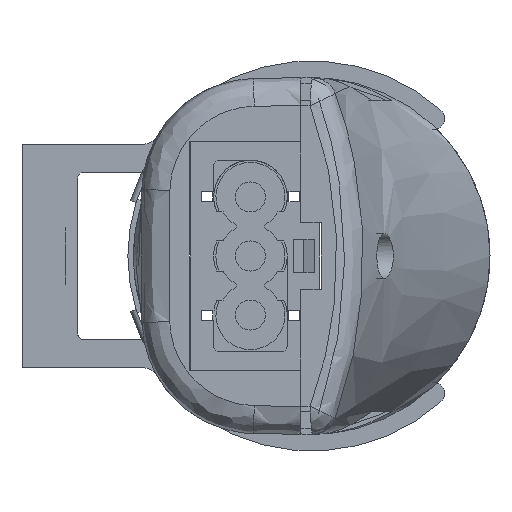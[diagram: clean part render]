
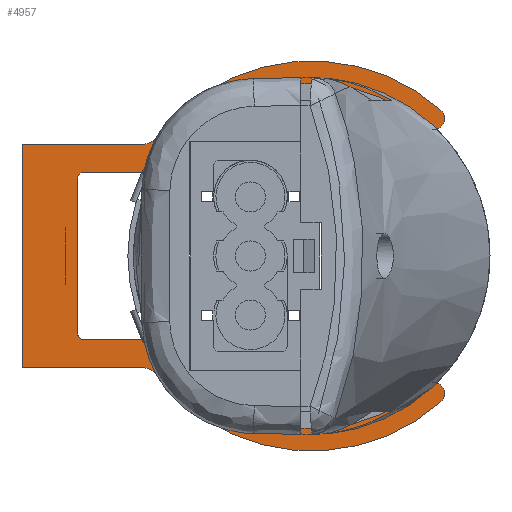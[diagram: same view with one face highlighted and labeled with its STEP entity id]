
A CAD part, left-side view. The second image highlights one B-rep face of the part: STEP entity #4957.
In plain terms, the highlighted planar face has unit normal (-1, 0, 0).
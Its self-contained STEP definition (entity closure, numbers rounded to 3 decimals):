
#519=CIRCLE('',#5318,2.);
#520=CIRCLE('',#5321,2.);
#533=CIRCLE('',#5340,17.5);
#534=CIRCLE('',#5342,17.5);
#535=CIRCLE('',#5344,1.);
#536=CIRCLE('',#5346,1.);
#537=CIRCLE('',#5348,0.5);
#538=CIRCLE('',#5349,0.5);
#539=CIRCLE('',#5350,0.5);
#540=CIRCLE('',#5351,0.5);
#541=CIRCLE('',#5352,15.5);
#542=CIRCLE('',#5353,15.5);
#760=FACE_OUTER_BOUND('',#945,.T.);
#945=EDGE_LOOP('',(#4499,#4500,#4501,#4502,#4503,#4504,#4505,#4506,#4507,
#4508,#4509,#4510,#4511,#4512,#4513,#4514,#4515,#4516));
#1330=LINE('',#10690,#1762);
#1333=LINE('',#10702,#1765);
#1341=LINE('',#10719,#1773);
#1346=LINE('',#10729,#1778);
#1348=LINE('',#10734,#1780);
#1357=LINE('',#10782,#1789);
#1762=VECTOR('',#6369,10.63);
#1765=VECTOR('',#6380,10.63);
#1773=VECTOR('',#6392,14.);
#1778=VECTOR('',#6399,6.644);
#1780=VECTOR('',#6403,6.644);
#1789=VECTOR('',#6462,20.);
#2468=VERTEX_POINT('',#10680);
#2469=VERTEX_POINT('',#10682);
#2471=VERTEX_POINT('',#10688);
#2472=VERTEX_POINT('',#10692);
#2473=VERTEX_POINT('',#10693);
#2476=VERTEX_POINT('',#10701);
#2482=VERTEX_POINT('',#10716);
#2483=VERTEX_POINT('',#10718);
#2485=VERTEX_POINT('',#10723);
#2487=VERTEX_POINT('',#10727);
#2488=VERTEX_POINT('',#10731);
#2489=VERTEX_POINT('',#10733);
#2498=VERTEX_POINT('',#10759);
#2499=VERTEX_POINT('',#10763);
#2500=VERTEX_POINT('',#10767);
#2501=VERTEX_POINT('',#10771);
#2502=VERTEX_POINT('',#10775);
#2503=VERTEX_POINT('',#10779);
#3344=EDGE_CURVE('',#2468,#2469,#519,.T.);
#3348=EDGE_CURVE('',#2471,#2468,#1330,.T.);
#3349=EDGE_CURVE('',#2472,#2473,#520,.T.);
#3353=EDGE_CURVE('',#2476,#2473,#1333,.T.);
#3362=EDGE_CURVE('',#2483,#2482,#1341,.T.);
#3367=EDGE_CURVE('',#2485,#2487,#1346,.T.);
#3369=EDGE_CURVE('',#2489,#2488,#1348,.T.);
#3385=EDGE_CURVE('',#2472,#2498,#533,.T.);
#3386=EDGE_CURVE('',#2499,#2469,#534,.T.);
#3388=EDGE_CURVE('',#2499,#2500,#535,.T.);
#3390=EDGE_CURVE('',#2501,#2498,#536,.T.);
#3392=EDGE_CURVE('',#2489,#2502,#537,.T.);
#3393=EDGE_CURVE('',#2483,#2488,#538,.T.);
#3394=EDGE_CURVE('',#2485,#2482,#539,.T.);
#3395=EDGE_CURVE('',#2503,#2487,#540,.T.);
#3396=EDGE_CURVE('',#2503,#2500,#541,.T.);
#3397=EDGE_CURVE('',#2476,#2471,#1357,.T.);
#3398=EDGE_CURVE('',#2501,#2502,#542,.T.);
#4499=ORIENTED_EDGE('',*,*,#3392,.F.);
#4500=ORIENTED_EDGE('',*,*,#3369,.T.);
#4501=ORIENTED_EDGE('',*,*,#3393,.F.);
#4502=ORIENTED_EDGE('',*,*,#3362,.T.);
#4503=ORIENTED_EDGE('',*,*,#3394,.F.);
#4504=ORIENTED_EDGE('',*,*,#3367,.T.);
#4505=ORIENTED_EDGE('',*,*,#3395,.F.);
#4506=ORIENTED_EDGE('',*,*,#3396,.T.);
#4507=ORIENTED_EDGE('',*,*,#3388,.F.);
#4508=ORIENTED_EDGE('',*,*,#3386,.T.);
#4509=ORIENTED_EDGE('',*,*,#3344,.F.);
#4510=ORIENTED_EDGE('',*,*,#3348,.F.);
#4511=ORIENTED_EDGE('',*,*,#3397,.F.);
#4512=ORIENTED_EDGE('',*,*,#3353,.T.);
#4513=ORIENTED_EDGE('',*,*,#3349,.F.);
#4514=ORIENTED_EDGE('',*,*,#3385,.T.);
#4515=ORIENTED_EDGE('',*,*,#3390,.F.);
#4516=ORIENTED_EDGE('',*,*,#3398,.T.);
#4754=PLANE('',#5347);
#4957=ADVANCED_FACE('',(#760),#4754,.T.);
#5318=AXIS2_PLACEMENT_3D('',#10683,#6362,#6363);
#5321=AXIS2_PLACEMENT_3D('',#10694,#6372,#6373);
#5340=AXIS2_PLACEMENT_3D('',#10761,#6433,#6434);
#5342=AXIS2_PLACEMENT_3D('',#10764,#6437,#6438);
#5344=AXIS2_PLACEMENT_3D('',#10768,#6442,#6443);
#5346=AXIS2_PLACEMENT_3D('',#10772,#6447,#6448);
#5347=AXIS2_PLACEMENT_3D('',#10774,#6450,#6451);
#5348=AXIS2_PLACEMENT_3D('',#10776,#6452,#6453);
#5349=AXIS2_PLACEMENT_3D('',#10777,#6454,#6455);
#5350=AXIS2_PLACEMENT_3D('',#10778,#6456,#6457);
#5351=AXIS2_PLACEMENT_3D('',#10780,#6458,#6459);
#5352=AXIS2_PLACEMENT_3D('',#10781,#6460,#6461);
#5353=AXIS2_PLACEMENT_3D('',#10783,#6463,#6464);
#6362=DIRECTION('center_axis',(-1.,0.,0.));
#6363=DIRECTION('ref_axis',(0.,-0.439,-0.899));
#6369=DIRECTION('',(0.,-1.,0.));
#6372=DIRECTION('center_axis',(-1.,0.,0.));
#6373=DIRECTION('ref_axis',(0.,-0.439,0.899));
#6380=DIRECTION('',(0.,-1.,0.));
#6392=DIRECTION('',(0.,0.,1.));
#6399=DIRECTION('',(0.,-1.,0.));
#6403=DIRECTION('',(0.,1.,0.));
#6433=DIRECTION('center_axis',(-1.,0.,0.));
#6434=DIRECTION('ref_axis',(0.,0.,-1.));
#6437=DIRECTION('center_axis',(-1.,0.,0.));
#6438=DIRECTION('ref_axis',(0.,0.,-1.));
#6442=DIRECTION('center_axis',(1.,0.,0.));
#6443=DIRECTION('ref_axis',(0.,-1.,0.03));
#6447=DIRECTION('center_axis',(1.,0.,0.));
#6448=DIRECTION('ref_axis',(0.,-0.03,1.));
#6450=DIRECTION('center_axis',(-1.,0.,0.));
#6451=DIRECTION('ref_axis',(0.,0.,-1.));
#6452=DIRECTION('center_axis',(1.,0.,0.));
#6453=DIRECTION('ref_axis',(0.,-0.5,0.866));
#6454=DIRECTION('center_axis',(-1.,0.,0.));
#6455=DIRECTION('ref_axis',(0.,0.707,-0.707));
#6456=DIRECTION('center_axis',(-1.,0.,0.));
#6457=DIRECTION('ref_axis',(0.,0.707,0.707));
#6458=DIRECTION('center_axis',(1.,0.,0.));
#6459=DIRECTION('ref_axis',(0.,-0.5,-0.866));
#6460=DIRECTION('center_axis',(1.,0.,0.));
#6461=DIRECTION('ref_axis',(0.,-0.707,-0.707));
#6462=DIRECTION('',(0.,0.,1.));
#6463=DIRECTION('center_axis',(1.,0.,0.));
#6464=DIRECTION('ref_axis',(0.,-0.707,-0.707));
#10680=CARTESIAN_POINT('',(-222.5,15.37,10.));
#10682=CARTESIAN_POINT('',(-222.5,13.794,10.769));
#10683=CARTESIAN_POINT('Origin',(-222.5,15.37,12.));
#10688=CARTESIAN_POINT('',(-222.5,26.,10.));
#10690=CARTESIAN_POINT('',(-222.5,26.,10.));
#10692=CARTESIAN_POINT('',(-222.5,13.794,-10.769));
#10693=CARTESIAN_POINT('',(-222.5,15.37,-10.));
#10694=CARTESIAN_POINT('Origin',(-222.5,15.37,-12.));
#10701=CARTESIAN_POINT('',(-222.5,26.,-10.));
#10702=CARTESIAN_POINT('',(-222.5,14.361,-10.));
#10716=CARTESIAN_POINT('',(-222.5,21.,7.));
#10718=CARTESIAN_POINT('',(-222.5,21.,-7.));
#10719=CARTESIAN_POINT('',(-222.5,21.,1.25));
#10723=CARTESIAN_POINT('',(-222.5,20.5,7.5));
#10727=CARTESIAN_POINT('',(-222.5,13.856,7.5));
#10729=CARTESIAN_POINT('',(-222.5,23.5,7.5));
#10731=CARTESIAN_POINT('',(-222.5,20.5,-7.5));
#10733=CARTESIAN_POINT('',(-222.5,13.856,-7.5));
#10734=CARTESIAN_POINT('',(-222.5,19.782,-7.5));
#10759=CARTESIAN_POINT('',(-222.5,-11.602,-13.102));
#10761=CARTESIAN_POINT('Origin',(-222.5,0.,0.));
#10763=CARTESIAN_POINT('',(-222.5,-11.602,13.102));
#10764=CARTESIAN_POINT('Origin',(-222.5,0.,0.));
#10767=CARTESIAN_POINT('',(-222.5,-10.276,11.604));
#10768=CARTESIAN_POINT('Origin',(-222.5,-10.939,12.353));
#10771=CARTESIAN_POINT('',(-222.5,-10.276,-11.604));
#10772=CARTESIAN_POINT('Origin',(-222.5,-10.939,-12.353));
#10774=CARTESIAN_POINT('Origin',(-222.5,26.,10.));
#10775=CARTESIAN_POINT('',(-222.5,13.423,-7.75));
#10776=CARTESIAN_POINT('Origin',(-222.5,13.856,-8.));
#10777=CARTESIAN_POINT('Origin',(-222.5,20.5,-7.));
#10778=CARTESIAN_POINT('Origin',(-222.5,20.5,7.));
#10779=CARTESIAN_POINT('',(-222.5,13.423,7.75));
#10780=CARTESIAN_POINT('Origin',(-222.5,13.856,8.));
#10781=CARTESIAN_POINT('Origin',(-222.5,0.,0.));
#10782=CARTESIAN_POINT('',(-222.5,26.,-2.5));
#10783=CARTESIAN_POINT('Origin',(-222.5,0.,0.));
